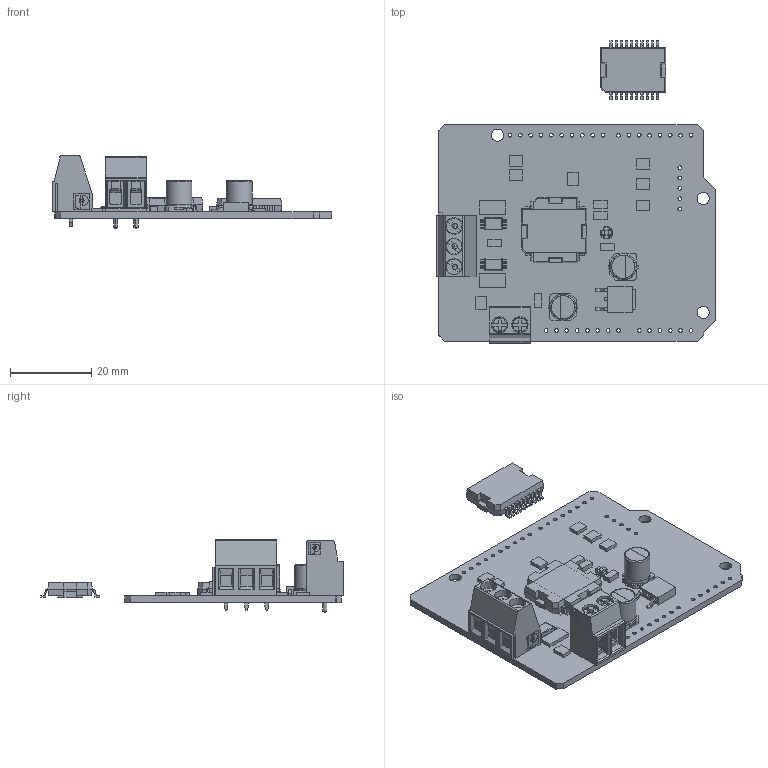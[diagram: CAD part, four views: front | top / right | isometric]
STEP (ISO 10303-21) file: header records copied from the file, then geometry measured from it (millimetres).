
FILE_DESCRIPTION(('Open CASCADE Model'),'2;1');
FILE_NAME('Open CASCADE Shape Model','2020-12-15T21:44:50',('Author'),( 'Open CASCADE'),'Open CASCADE STEP processor 6.8','Open CASCADE 6.8' ,'Unknown');
FILE_SCHEMA(('AUTOMOTIVE_DESIGN { 1 0 10303 214 1 1 1 1 }'));
Length unit declared in the file: millimetre
Products named in the file (43): PCB; Board; INA2; ina240; CAP1; User_Library-A3D-003-00012; L1; l7805; CAP2; TB_M1; 37753_RGB15238730; CBY1; 5896348736; Extruded; RCS2; 5896349312; RCS1; INA1; PULL_SDA; 5896348928; PULL_SCL; R1; 5896349120; PULL_I; R2; PULL_A; PULL_B; L6234; L6234PD; BAT1; User_Library-BAT54; TB_PWR; 2_RGB15238730; C4; C3; C2; C1; 19792704; Free-Models
Assembly tree (56 placements, depth 4):
  PCB
    Board
    INA2
      ina240
    CAP1
      User_Library-A3D-003-00012
    L1
      l7805
    CAP2
      User_Library-A3D-003-00012
    TB_M1
      37753_RGB15238730
    CBY1
      5896348736
        Extruded
    RCS2
      5896349312
        Extruded
    RCS1
      5896349312
        Extruded
    INA1
      ina240
    PULL_SDA
      5896348928
        Extruded
    PULL_SCL
      5896348928
        Extruded
    R1
      5896349120
        Extruded
    PULL_I
      5896348928
        Extruded
    R2
      5896349120
        Extruded
    PULL_A
      5896348928
        Extruded
    PULL_B
      5896348928
        Extruded
    L6234
      L6234PD  x2
    BAT1
      User_Library-BAT54  x2
    TB_PWR
      2_RGB15238730
    C4
      5896348736
        Extruded
    C3
      5896348736
        Extruded
    C2
      5896348736
        Extruded
    C1
Bounding box: 68.73 x 74.32 x 17.85 mm (x, y, z)
Volume: 10951.7 mm3; surface area: 13234.5 mm2
Topology: 35 solids, 35 shells, 1696 faces, 4439 edges, 2855 vertices
Faces by surface type: plane 1369, cylinder 267, bspline 48, cone 8, torus 4
Full cylindrical faces by diameter (mm): 0.9 x37, 1.5 x5, 3 x3
Entity records: 34722 total; most frequent: CARTESIAN_POINT 5664, ORIENTED_EDGE 4942, DIRECTION 4832, EDGE_CURVE 2470, LINE 1938, VECTOR 1938, VERTEX_POINT 1599, AXIS2_PLACEMENT_3D 1447
